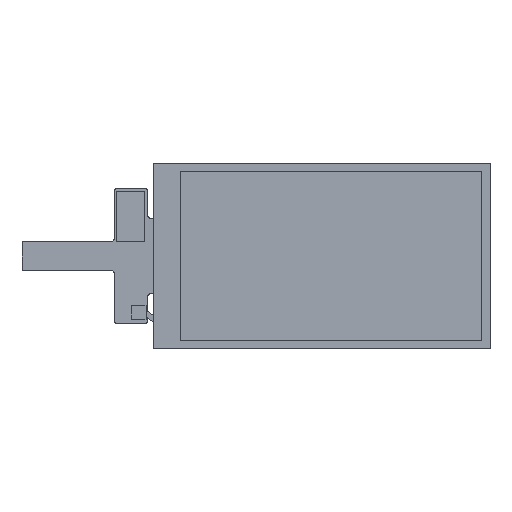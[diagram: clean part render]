
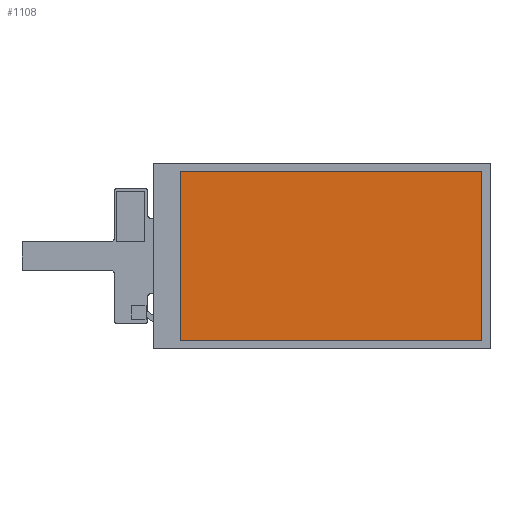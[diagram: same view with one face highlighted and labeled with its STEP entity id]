
A CAD part, top view. The second image highlights one B-rep face of the part: STEP entity #1108.
In plain terms, the highlighted planar face has unit normal (0, 0, 1).
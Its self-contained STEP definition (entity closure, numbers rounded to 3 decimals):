
#44=PLANE('',#1202);
#102=FACE_OUTER_BOUND('',#170,.T.);
#170=EDGE_LOOP('',(#854,#855,#856,#857));
#248=LINE('',#1662,#380);
#251=LINE('',#1668,#383);
#254=LINE('',#1674,#386);
#257=LINE('',#1678,#389);
#380=VECTOR('',#1344,10.);
#383=VECTOR('',#1349,10.);
#386=VECTOR('',#1354,10.);
#389=VECTOR('',#1359,10.);
#532=VERTEX_POINT('',#1659);
#533=VERTEX_POINT('',#1661);
#535=VERTEX_POINT('',#1667);
#537=VERTEX_POINT('',#1673);
#648=EDGE_CURVE('',#533,#532,#248,.T.);
#651=EDGE_CURVE('',#535,#533,#251,.T.);
#654=EDGE_CURVE('',#537,#535,#254,.T.);
#657=EDGE_CURVE('',#532,#537,#257,.T.);
#854=ORIENTED_EDGE('',*,*,#657,.T.);
#855=ORIENTED_EDGE('',*,*,#654,.T.);
#856=ORIENTED_EDGE('',*,*,#651,.T.);
#857=ORIENTED_EDGE('',*,*,#648,.T.);
#1108=ADVANCED_FACE('',(#102),#44,.T.);
#1202=AXIS2_PLACEMENT_3D('',#1679,#1360,#1361);
#1344=DIRECTION('',(0.,-1.,0.));
#1349=DIRECTION('',(-1.,0.,0.));
#1354=DIRECTION('',(0.,1.,0.));
#1359=DIRECTION('',(1.,0.,0.));
#1360=DIRECTION('center_axis',(0.,0.,1.));
#1361=DIRECTION('ref_axis',(1.,0.,0.));
#1659=CARTESIAN_POINT('',(-54.825,-30.815,2.5));
#1661=CARTESIAN_POINT('',(-54.825,30.815,2.5));
#1662=CARTESIAN_POINT('',(-54.825,-30.815,2.5));
#1667=CARTESIAN_POINT('',(54.825,30.815,2.5));
#1668=CARTESIAN_POINT('',(-54.825,30.815,2.5));
#1673=CARTESIAN_POINT('',(54.825,-30.815,2.5));
#1674=CARTESIAN_POINT('',(54.825,30.815,2.5));
#1678=CARTESIAN_POINT('',(54.825,-30.815,2.5));
#1679=CARTESIAN_POINT('Origin',(0.,0.,
2.5));
